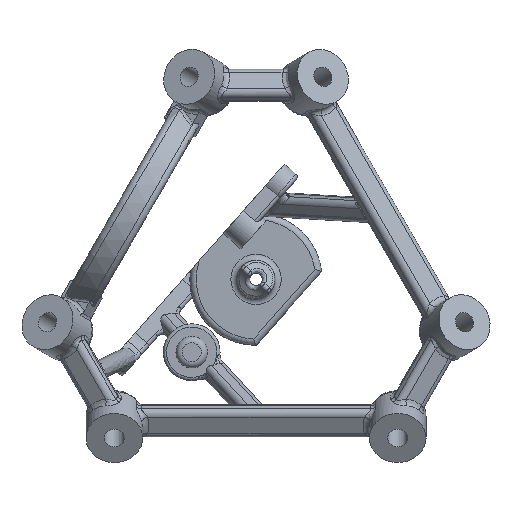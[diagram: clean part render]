
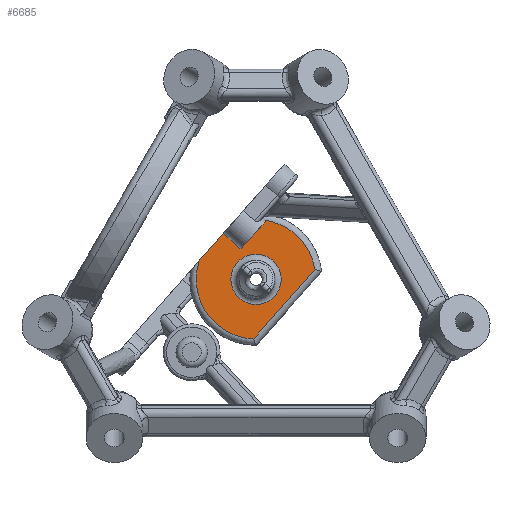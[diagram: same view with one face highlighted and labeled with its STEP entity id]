
A CAD part, top view. The second image highlights one B-rep face of the part: STEP entity #6685.
In plain terms, the highlighted planar face has unit normal (0, 0, 1).
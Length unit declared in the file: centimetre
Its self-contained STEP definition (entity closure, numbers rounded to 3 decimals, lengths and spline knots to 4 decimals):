
#295=VECTOR('',#7983,1.);
#309=VECTOR('',#8029,1.);
#310=VECTOR('',#8030,1.);
#311=VECTOR('',#8033,1.);
#638=LINE('',#10718,#295);
#652=LINE('',#10833,#309);
#653=LINE('',#10870,#310);
#654=LINE('',#10873,#311);
#1051=B_SPLINE_CURVE_WITH_KNOTS('',3,(#10835,#10836,#10837,#10838,#10839,
#10840,#10841,#10842,#10843,#10844,#10845,#10846,#10847,#10848,#10849,#10850,
#10851,#10852,#10853,#10854,#10855,#10856,#10857,#10858,#10859,#10860,#10861,
#10862,#10863,#10864,#10865,#10866,#10867,#10868),.UNSPECIFIED.,.T.,.U.,
(4,2,2,2,2,2,2,2,2,2,2,2,2,2,2,2,4),(0.,0.0211,0.044,
0.0692,0.0967,0.1246,0.1503,
0.1734,0.1944,0.2153,0.2384,
0.2642,0.292,0.3196,0.3448,0.3676,
0.3887),.UNSPECIFIED.);
#1295=PLANE('',#7176);
#1617=VERTEX_POINT('',#10716);
#1619=VERTEX_POINT('',#10719);
#1648=VERTEX_POINT('',#10775);
#1651=VERTEX_POINT('',#10831);
#1652=VERTEX_POINT('',#10832);
#1653=VERTEX_POINT('',#10834);
#1654=VERTEX_POINT('',#10869);
#1655=VERTEX_POINT('',#10872);
#2222=CIRCLE('',#7174,0.4);
#2223=CIRCLE('',#7177,0.95);
#2224=CIRCLE('',#7178,0.95);
#2645=EDGE_CURVE('',#1619,#1617,#638,.T.);
#2675=EDGE_CURVE('',#1648,#1648,#2222,.T.);
#2678=EDGE_CURVE('',#1651,#1652,#2223,.T.);
#2679=EDGE_CURVE('',#1653,#1651,#652,.T.);
#2680=EDGE_CURVE('',#1654,#1653,#1051,.T.);
#2681=EDGE_CURVE('',#1619,#1654,#653,.T.);
#2682=EDGE_CURVE('',#1655,#1617,#2224,.T.);
#2683=EDGE_CURVE('',#1652,#1655,#654,.T.);
#3821=ORIENTED_EDGE('',*,*,#2678,.F.);
#3822=ORIENTED_EDGE('',*,*,#2679,.F.);
#3823=ORIENTED_EDGE('',*,*,#2680,.F.);
#3824=ORIENTED_EDGE('',*,*,#2681,.F.);
#3825=ORIENTED_EDGE('',*,*,#2645,.T.);
#3826=ORIENTED_EDGE('',*,*,#2682,.F.);
#3827=ORIENTED_EDGE('',*,*,#2683,.F.);
#3828=ORIENTED_EDGE('',*,*,#2675,.F.);
#5713=EDGE_LOOP('',(#3821,#3822,#3823,#3824,#3825,#3826,#3827));
#5714=EDGE_LOOP('',(#3828));
#6204=FACE_BOUND('',#5713,.T.);
#6205=FACE_BOUND('',#5714,.T.);
#6685=ADVANCED_FACE('',(#6204,#6205),#1295,.T.);
#7174=AXIS2_PLACEMENT_3D('',#10774,#8022,#8023);
#7176=AXIS2_PLACEMENT_3D('',#10829,#8026,$);
#7177=AXIS2_PLACEMENT_3D('',#10830,#8027,#8028);
#7178=AXIS2_PLACEMENT_3D('',#10871,#8031,#8032);
#7983=DIRECTION('',(-0.663,-0.749,0.));
#8022=DIRECTION('',(0.,0.,1.));
#8023=DIRECTION('',(-0.4,0.,0.));
#8026=DIRECTION('',(0.,0.,1.));
#8027=DIRECTION('',(0.,0.,-1.));
#8028=DIRECTION('',(0.683,0.66,0.));
#8029=DIRECTION('',(0.663,0.749,0.));
#8030=DIRECTION('',(0.749,-0.663,0.));
#8031=DIRECTION('',(0.,0.,-1.));
#8032=DIRECTION('',(-0.712,-0.629,0.));
#8033=DIRECTION('',(-0.663,-0.749,0.));
#10716=CARTESIAN_POINT('',(-0.9044,0.2907,-1.8));
#10718=CARTESIAN_POINT('',(-0.7454,0.4705,-1.8));
#10719=CARTESIAN_POINT('',(-0.2636,1.0151,-1.8));
#10774=CARTESIAN_POINT('',(0.,0.,-1.8));
#10775=CARTESIAN_POINT('',(0.4,0.,-1.8));
#10829=CARTESIAN_POINT('',(0.,0.,-1.8));
#10830=CARTESIAN_POINT('',(0.,0.,-1.8));
#10831=CARTESIAN_POINT('',(0.0767,0.9469,-1.8));
#10832=CARTESIAN_POINT('',(0.9374,0.1541,-1.8));
#10833=CARTESIAN_POINT('',(-0.4335,0.3702,-1.8));
#10834=CARTESIAN_POINT('',(0.0086,0.87,-1.8));
#10835=CARTESIAN_POINT('',(0.0103,0.9624,-1.8));
#10836=CARTESIAN_POINT('',(0.0051,0.9671,-1.8));
#10837=CARTESIAN_POINT('',(-0.0023,0.9712,-1.8));
#10838=CARTESIAN_POINT('',(-0.0163,0.9755,-1.8));
#10839=CARTESIAN_POINT('',(-0.0254,0.9763,-1.8));
#10840=CARTESIAN_POINT('',(-0.0414,0.9746,-1.8));
#10841=CARTESIAN_POINT('',(-0.051,0.9715,-1.8));
#10842=CARTESIAN_POINT('',(-0.0665,0.9633,-1.8));
#10843=CARTESIAN_POINT('',(-0.0752,0.9564,-1.8));
#10844=CARTESIAN_POINT('',(-0.0874,0.9425,-1.8));
#10845=CARTESIAN_POINT('',(-0.0932,0.9331,-1.8));
#10846=CARTESIAN_POINT('',(-0.0996,0.9164,-1.8));
#10847=CARTESIAN_POINT('',(-0.1016,0.9063,-1.8));
#10848=CARTESIAN_POINT('',(-0.1016,0.89,-1.8));
#10849=CARTESIAN_POINT('',(-0.0998,0.8809,-1.8));
#10850=CARTESIAN_POINT('',(-0.0939,0.8675,-1.8));
#10851=CARTESIAN_POINT('',(-0.089,0.8607,-1.8));
#10852=CARTESIAN_POINT('',(-0.0786,0.8514,-1.8));
#10853=CARTESIAN_POINT('',(-0.0712,0.8474,-1.8));
#10854=CARTESIAN_POINT('',(-0.0572,0.8432,-1.8));
#10855=CARTESIAN_POINT('',(-0.0479,0.8426,-1.8));
#10856=CARTESIAN_POINT('',(-0.0318,0.8445,-1.8));
#10857=CARTESIAN_POINT('',(-0.022,0.8477,-1.8));
#10858=CARTESIAN_POINT('',(-0.0062,0.8561,-1.8));
#10859=CARTESIAN_POINT('',(0.0025,0.863,-1.8));
#10860=CARTESIAN_POINT('',(0.0147,0.8769,-1.8));
#10861=CARTESIAN_POINT('',(0.0205,0.8863,-1.8));
#10862=CARTESIAN_POINT('',(0.0268,0.9027,-1.8));
#10863=CARTESIAN_POINT('',(0.0286,0.9126,-1.8));
#10864=CARTESIAN_POINT('',(0.0284,0.9286,-1.8));
#10865=CARTESIAN_POINT('',(0.0266,0.9376,-1.8));
#10866=CARTESIAN_POINT('',(0.0206,0.9509,-1.8));
#10867=CARTESIAN_POINT('',(0.0156,0.9578,-1.8));
#10868=CARTESIAN_POINT('',(0.0103,0.9624,-1.8));
#10869=CARTESIAN_POINT('',(-0.0838,0.8561,-1.8));
#10870=CARTESIAN_POINT('',(-0.1184,0.8867,-1.8));
#10871=CARTESIAN_POINT('',(0.,0.,-1.8));
#10872=CARTESIAN_POINT('',(-0.0387,-0.9492,-1.8));
#10873=CARTESIAN_POINT('',(0.4639,-0.3811,-1.8));
